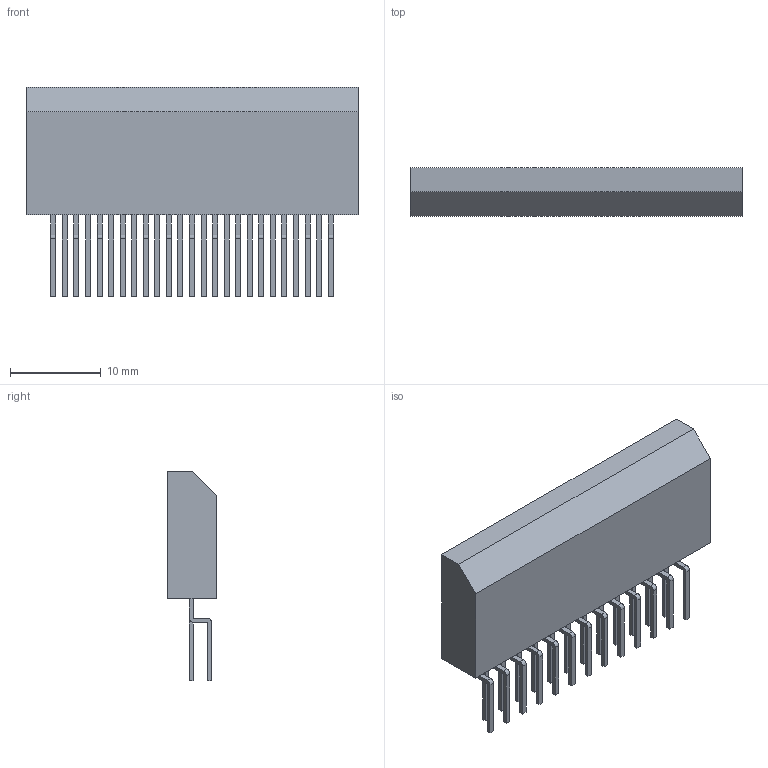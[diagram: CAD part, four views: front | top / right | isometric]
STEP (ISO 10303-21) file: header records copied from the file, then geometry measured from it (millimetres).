
FILE_DESCRIPTION(('FreeCAD Model'),'2;1');
FILE_NAME('639747.1.1.stp','2020-04-09T04:13:12',( 'Author'),(''),'Open CASCADE STEP processor 6.9','FreeCAD','Unknown' );
FILE_SCHEMA(('AUTOMOTIVE_DESIGN { 1 0 10303 214 1 1 1 1 }'));
Length unit declared in the file: millimetre
Products named in the file (4): ASSEMBLY; Body; StraightPinsArray; BentPinsArray
Assembly tree (3 placements, depth 2):
  ASSEMBLY
    Body
    StraightPinsArray
    BentPinsArray
Bounding box: 36.5 x 5.3 x 23 mm (x, y, z)
Volume: 2638.3 mm3; surface area: 1990.1 mm2
Topology: 26 solids, 26 shells, 235 faces, 549 edges, 366 vertices
Faces by surface type: plane 209, cylinder 26
Entity records: 14057 total; most frequent: CARTESIAN_POINT 2434, DIRECTION 2125, LINE 1517, VECTOR 1517, ORIENTED_EDGE 1098, PCURVE 1098, DEFINITIONAL_REPRESENTATION 1098, EDGE_CURVE 549
